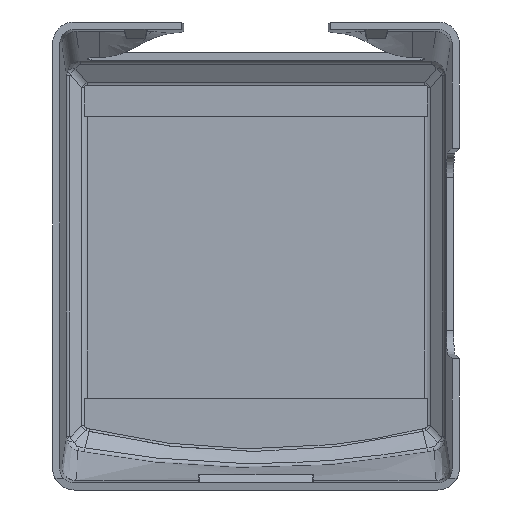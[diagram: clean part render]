
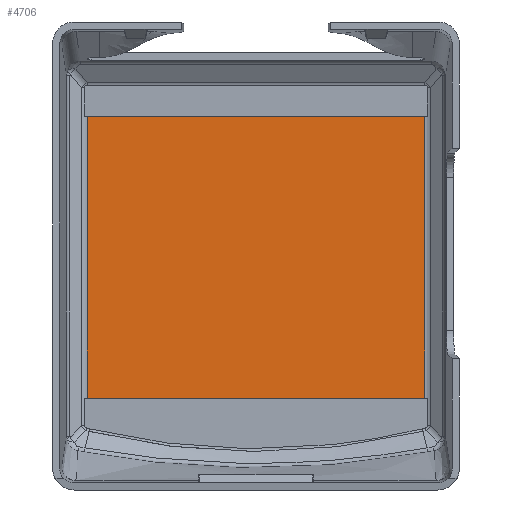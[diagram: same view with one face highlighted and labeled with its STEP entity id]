
A CAD part, front view. The second image highlights one B-rep face of the part: STEP entity #4706.
In plain terms, the highlighted planar face has unit normal (0, -1, 0).
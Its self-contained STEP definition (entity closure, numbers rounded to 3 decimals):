
#1041=DIRECTION('',(1.,0.,0.));
#1042=VECTOR('',#1041,140.31);
#1043=CARTESIAN_POINT('',(-70.155,58.,-59.));
#1044=LINE('',#1043,#1042);
#1045=DIRECTION('',(0.,0.,1.));
#1046=VECTOR('',#1045,117.);
#1047=CARTESIAN_POINT('',(-70.155,58.,-59.));
#1048=LINE('',#1047,#1046);
#1049=DIRECTION('',(1.,0.,0.));
#1050=VECTOR('',#1049,140.31);
#1051=CARTESIAN_POINT('',(-70.155,58.,58.));
#1052=LINE('',#1051,#1050);
#1053=DIRECTION('',(0.,0.,-1.));
#1054=VECTOR('',#1053,117.);
#1055=CARTESIAN_POINT('',(70.155,58.,58.));
#1056=LINE('',#1055,#1054);
#3269=CARTESIAN_POINT('',(-70.155,58.,58.));
#3270=CARTESIAN_POINT('',(70.155,58.,58.));
#3271=VERTEX_POINT('',#3269);
#3272=VERTEX_POINT('',#3270);
#3285=CARTESIAN_POINT('',(-70.155,58.,-59.));
#3286=CARTESIAN_POINT('',(70.155,58.,-59.));
#3287=VERTEX_POINT('',#3285);
#3288=VERTEX_POINT('',#3286);
#4693=CARTESIAN_POINT('',(0.,58.,0.));
#4694=DIRECTION('',(0.,1.,0.));
#4695=DIRECTION('',(1.,0.,0.));
#4696=AXIS2_PLACEMENT_3D('',#4693,#4694,#4695);
#4697=PLANE('',#4696);
#4698=ORIENTED_EDGE('',*,*,#4683,.F.);
#4699=ORIENTED_EDGE('',*,*,#4673,.T.);
#4701=ORIENTED_EDGE('',*,*,#4700,.T.);
#4703=ORIENTED_EDGE('',*,*,#4702,.T.);
#4704=EDGE_LOOP('',(#4698,#4699,#4701,#4703));
#4705=FACE_OUTER_BOUND('',#4704,.F.);
#4706=ADVANCED_FACE('',(#4705),#4697,.F.);
#4673=EDGE_CURVE('',#3287,#3271,#1048,.T.);
#4683=EDGE_CURVE('',#3287,#3288,#1044,.T.);
#4700=EDGE_CURVE('',#3271,#3272,#1052,.T.);
#4702=EDGE_CURVE('',#3272,#3288,#1056,.T.);
